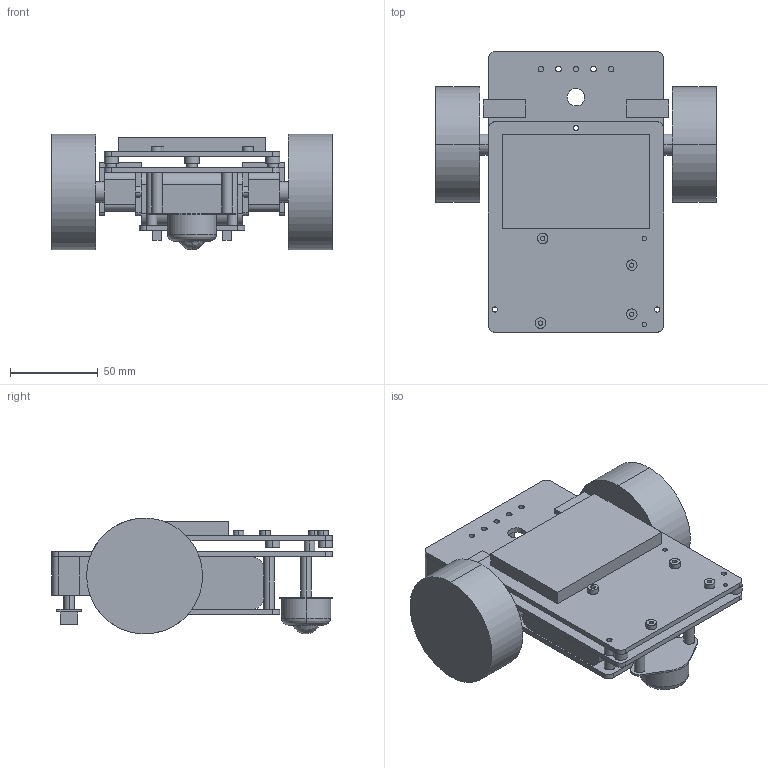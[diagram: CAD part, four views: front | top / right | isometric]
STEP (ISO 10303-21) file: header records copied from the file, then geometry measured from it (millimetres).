
FILE_DESCRIPTION(/* description */ (''),/* implementation_level */ '2;1');
FILE_NAME(/* name */ 'chassis definitivo 3D',/* time_stamp */ '2016-02-15T23:18:42+01:00',/* author */ (''),/* organization */ (''),/* preprocessor_version */ 'ST-DEVELOPER v15',/* originating_system */ '',/* authorisation */ '');
FILE_SCHEMA (('AUTOMOTIVE_DESIGN'));
Length unit declared in the file: millimetre
Products named in the file (1): Document
Bounding box: 160 x 160 x 66 mm (x, y, z)
Volume: 486665.8 mm3; surface area: 154669.8 mm2
Topology: 50 solids, 50 shells, 402 faces, 910 edges, 604 vertices
Faces by surface type: bspline 262, plane 140
Entity records: 11751 total; most frequent: CARTESIAN_POINT 6248, ORIENTED_EDGE 1812, EDGE_CURVE 906, VERTEX_POINT 604, EDGE_LOOP 522, ADVANCED_FACE 402, FACE_OUTER_BOUND 402, DIRECTION 144
